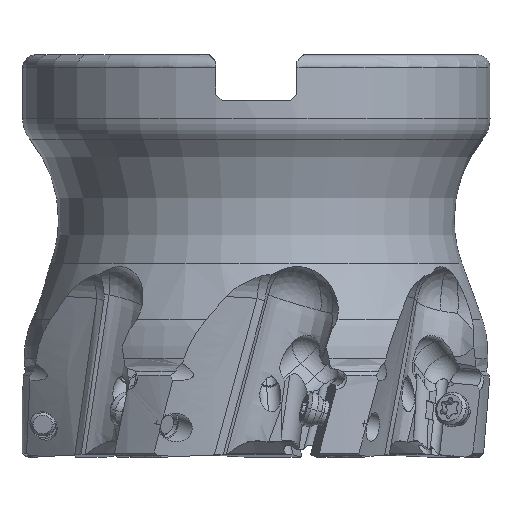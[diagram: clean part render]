
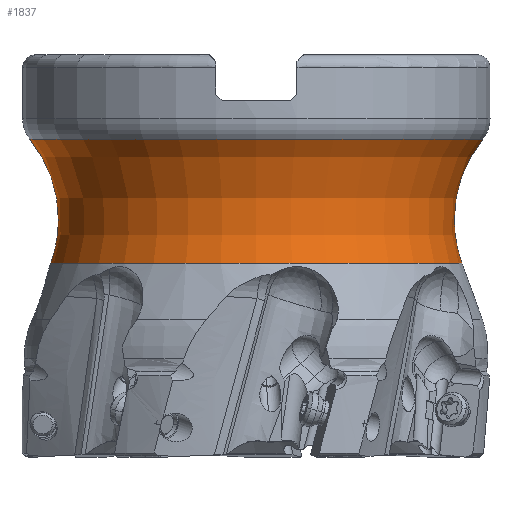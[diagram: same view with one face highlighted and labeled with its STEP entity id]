
A CAD part, front view. The second image highlights one B-rep face of the part: STEP entity #1837.
In plain terms, the highlighted toroidal (fillet/blend) face has major radius 50.915 mm and minor radius 20 mm.
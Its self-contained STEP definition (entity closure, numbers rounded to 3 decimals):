
#725=TOROIDAL_SURFACE('',#12928,50.915,20.);
#1837=ADVANCED_FACE('',(#2583),#725,.F.);
#2583=FACE_OUTER_BOUND('',#3235,.T.);
#3235=EDGE_LOOP('',(#6753,#6754,#6755,#6756,#6757,#6758));
#6753=ORIENTED_EDGE('',*,*,#10590,.T.);
#6754=ORIENTED_EDGE('',*,*,#10589,.T.);
#6755=ORIENTED_EDGE('',*,*,#9522,.T.);
#6756=ORIENTED_EDGE('',*,*,#10593,.T.);
#6757=ORIENTED_EDGE('',*,*,#10592,.T.);
#6758=ORIENTED_EDGE('',*,*,#10594,.T.);
#8182=VERTEX_POINT('',#18428);
#8183=VERTEX_POINT('',#18430);
#8905=VERTEX_POINT('',#32762);
#8906=VERTEX_POINT('',#32764);
#8907=VERTEX_POINT('',#32766);
#8908=VERTEX_POINT('',#32768);
#9522=EDGE_CURVE('',#8183,#8182,#11261,.T.);
#10589=EDGE_CURVE('',#8905,#8183,#11495,.T.);
#10590=EDGE_CURVE('',#8906,#8905,#11496,.T.);
#10592=EDGE_CURVE('',#8908,#8907,#11498,.T.);
#10593=EDGE_CURVE('',#8182,#8908,#11499,.T.);
#10594=EDGE_CURVE('',#8907,#8906,#11500,.T.);
#11261=CIRCLE('',#12299,32.121);
#11495=CIRCLE('',#12921,20.);
#11496=CIRCLE('',#12922,20.);
#11498=CIRCLE('',#12924,20.);
#11499=CIRCLE('',#12925,20.);
#11500=CIRCLE('',#12927,35.383);
#12299=AXIS2_PLACEMENT_3D('',#18429,#13990,#13991);
#12921=AXIS2_PLACEMENT_3D('',#32761,#15390,#15391);
#12922=AXIS2_PLACEMENT_3D('',#32763,#15392,#15393);
#12924=AXIS2_PLACEMENT_3D('',#32767,#15396,#15397);
#12925=AXIS2_PLACEMENT_3D('',#32769,#15398,#15399);
#12927=AXIS2_PLACEMENT_3D('',#32771,#15402,#15403);
#12928=AXIS2_PLACEMENT_3D('',#32772,#15404,#15405);
#13990=DIRECTION('',(0.,0.,1.));
#13991=DIRECTION('',(-1.,0.,0.));
#15390=DIRECTION('',(0.,1.,0.));
#15391=DIRECTION('',(1.,0.,0.));
#15392=DIRECTION('',(0.,1.,0.));
#15393=DIRECTION('',(0.777,0.,0.63));
#15396=DIRECTION('',(0.,1.,0.));
#15397=DIRECTION('',(-1.,0.,0.));
#15398=DIRECTION('',(0.,1.,0.));
#15399=DIRECTION('',(-0.94,0.,-0.342));
#15402=DIRECTION('',(0.,0.,-1.));
#15403=DIRECTION('',(1.,0.,0.));
#15404=DIRECTION('',(0.,0.,-1.));
#15405=DIRECTION('',(1.,0.,0.));
#18428=CARTESIAN_POINT('',(32.121,0.,-32.59));
#18429=CARTESIAN_POINT('',(0.,0.,-32.59));
#18430=CARTESIAN_POINT('',(-32.121,0.,-32.59));
#32761=CARTESIAN_POINT('',(-50.915,0.,-25.75));
#32762=CARTESIAN_POINT('',(-30.915,0.,-25.75));
#32763=CARTESIAN_POINT('',(-50.915,0.,-25.75));
#32764=CARTESIAN_POINT('',(-35.383,0.,-13.15));
#32766=CARTESIAN_POINT('',(35.383,0.,-13.15));
#32767=CARTESIAN_POINT('',(50.915,0.,-25.75));
#32768=CARTESIAN_POINT('',(30.915,0.,-25.75));
#32769=CARTESIAN_POINT('',(50.915,0.,-25.75));
#32771=CARTESIAN_POINT('',(0.,0.,-13.15));
#32772=CARTESIAN_POINT('',(0.,0.,-25.75));
